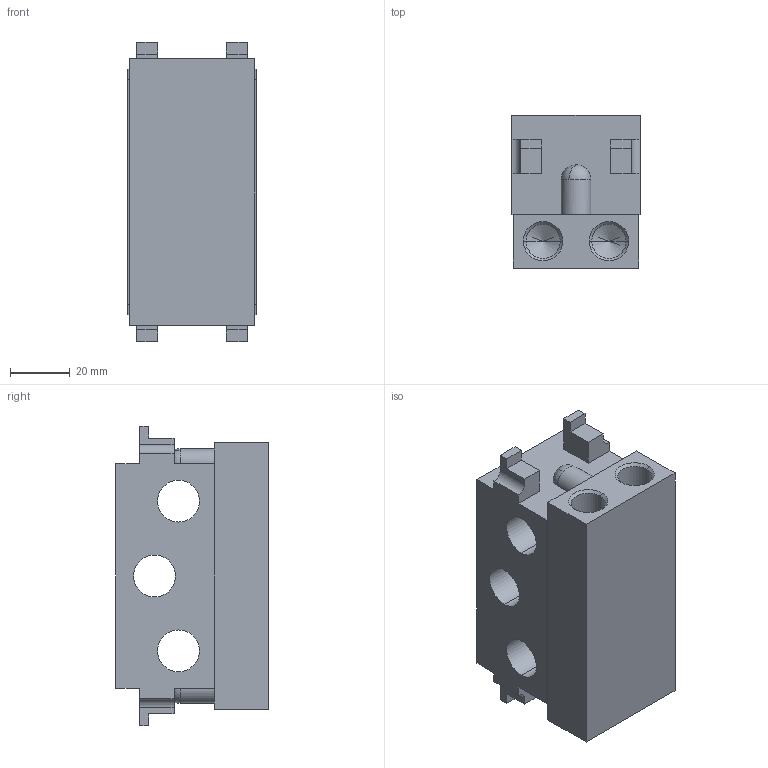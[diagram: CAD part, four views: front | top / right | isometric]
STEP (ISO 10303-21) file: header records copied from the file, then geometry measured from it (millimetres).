
FILE_DESCRIPTION (( 'STEP AP203' ), '1' );
FILE_NAME ('HM-1SG.step', '2022-04-19T17:44:30', ( '' ), ( '' ), 'SwSTEP 2.0', 'SolidWorks 2021', '' );
FILE_SCHEMA (( 'CONFIG_CONTROL_DESIGN' ));
Length unit declared in the file: millimetre
Products named in the file (1): HM-1SG
Bounding box: 43 x 51 x 100 mm (x, y, z)
Volume: 150540.4 mm3; surface area: 30108.9 mm2
Topology: 1 solids, 1 shells, 138 faces, 346 edges, 220 vertices
Faces by surface type: plane 70, cylinder 48, cone 16, sphere 4
Entity records: 4155 total; most frequent: DIRECTION 728, CARTESIAN_POINT 697, ORIENTED_EDGE 676, EDGE_CURVE 338, AXIS2_PLACEMENT_3D 251, LINE 226, VECTOR 226, VERTEX_POINT 220
